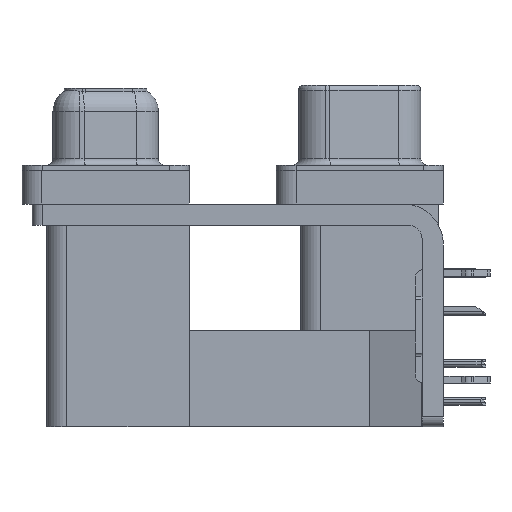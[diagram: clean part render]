
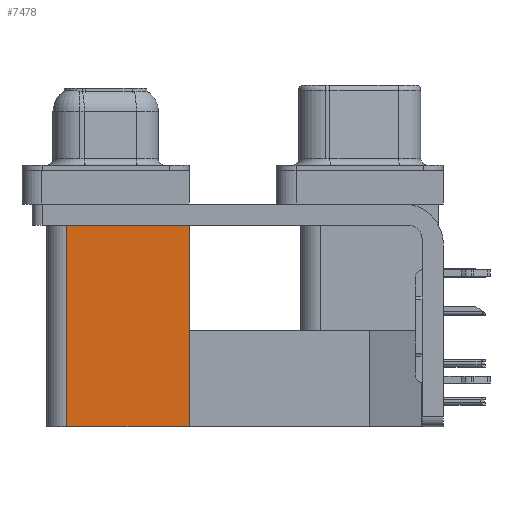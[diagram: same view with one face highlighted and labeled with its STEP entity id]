
A CAD part, left-side view. The second image highlights one B-rep face of the part: STEP entity #7478.
In plain terms, the highlighted planar face has unit normal (-1, 0, 0).
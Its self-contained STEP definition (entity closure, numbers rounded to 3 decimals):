
#54 = DIRECTION ( 'NONE',  ( 0., 1., 0. ) ) ;
#244 = LINE ( 'NONE', #11784, #28817 ) ;
#817 = CARTESIAN_POINT ( 'NONE',  ( 3.79, 12.775, -2.5 ) ) ;
#970 = CARTESIAN_POINT ( 'NONE',  ( 3.79, 21.975, -2.5 ) ) ;
#1167 = ORIENTED_EDGE ( 'NONE', *, *, #14995, .F. ) ;
#2789 = VERTEX_POINT ( 'NONE', #7574 ) ;
#3096 = CARTESIAN_POINT ( 'NONE',  ( 3.79, 21.975, -19.2 ) ) ;
#3253 = EDGE_CURVE ( 'NONE', #19463, #10963, #20315, .T. ) ;
#3768 = EDGE_CURVE ( 'NONE', #34074, #2789, #244, .T. ) ;
#6759 = CARTESIAN_POINT ( 'NONE',  ( 3.79, 12.775, -19.2 ) ) ;
#7478 = ADVANCED_FACE ( 'NONE', ( #30275 ), #29892, .F. ) ;
#7574 = CARTESIAN_POINT ( 'NONE',  ( 3.79, 21.975, -19.2 ) ) ;
#8371 = EDGE_LOOP ( 'NONE', ( #28729, #1167, #32768, #14213 ) ) ;
#9031 = VECTOR ( 'NONE', #34721, 1000. ) ;
#9131 = DIRECTION ( 'NONE',  ( 0., 0., 1. ) ) ;
#9438 = DIRECTION ( 'NONE',  ( 0., 1., 0. ) ) ;
#9590 = DIRECTION ( 'NONE',  ( 0., 0., 1. ) ) ;
#9829 = CARTESIAN_POINT ( 'NONE',  ( 3.79, 12.775, -2.5 ) ) ;
#10963 = VERTEX_POINT ( 'NONE', #970 ) ;
#11784 = CARTESIAN_POINT ( 'NONE',  ( 3.79, 12.775, -19.2 ) ) ;
#13157 = EDGE_CURVE ( 'NONE', #34074, #19463, #35533, .T. ) ;
#14213 = ORIENTED_EDGE ( 'NONE', *, *, #13157, .T. ) ;
#14995 = EDGE_CURVE ( 'NONE', #2789, #10963, #29043, .T. ) ;
#17513 = AXIS2_PLACEMENT_3D ( 'NONE', #21765, #30456, #9438 ) ;
#19463 = VERTEX_POINT ( 'NONE', #9829 ) ;
#20315 = LINE ( 'NONE', #817, #9031 ) ;
#21765 = CARTESIAN_POINT ( 'NONE',  ( 3.79, 12.775, -19.2 ) ) ;
#24576 = CARTESIAN_POINT ( 'NONE',  ( 3.79, 12.775, -19.2 ) ) ;
#26887 = VECTOR ( 'NONE', #9590, 1000. ) ;
#28729 = ORIENTED_EDGE ( 'NONE', *, *, #3253, .T. ) ;
#28817 = VECTOR ( 'NONE', #54, 1000. ) ;
#28977 = VECTOR ( 'NONE', #9131, 1000. ) ;
#29043 = LINE ( 'NONE', #3096, #28977 ) ;
#29892 = PLANE ( 'NONE',  #17513 ) ;
#30275 = FACE_OUTER_BOUND ( 'NONE', #8371, .T. ) ;
#30456 = DIRECTION ( 'NONE',  ( 1., 0., 0. ) ) ;
#32768 = ORIENTED_EDGE ( 'NONE', *, *, #3768, .F. ) ;
#34074 = VERTEX_POINT ( 'NONE', #24576 ) ;
#34721 = DIRECTION ( 'NONE',  ( 0., 1., 0. ) ) ;
#35533 = LINE ( 'NONE', #6759, #26887 ) ;
